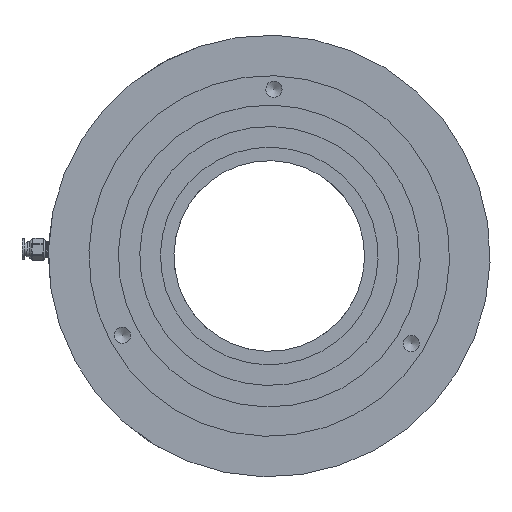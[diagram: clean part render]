
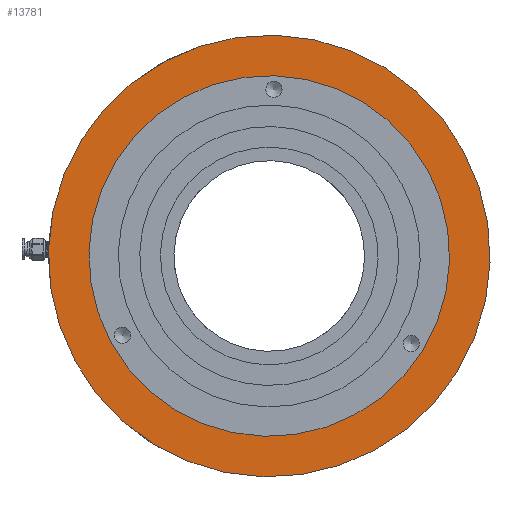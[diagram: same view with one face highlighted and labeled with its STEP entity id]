
A CAD part, front view. The second image highlights one B-rep face of the part: STEP entity #13781.
In plain terms, the highlighted planar face has unit normal (0, -1, 0).
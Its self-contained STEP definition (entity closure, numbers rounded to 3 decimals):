
#360 = DIRECTION ( 'NONE',  ( 0., 1., 0. ) ) ;
#666 = ORIENTED_EDGE ( 'NONE', *, *, #17324, .F. ) ;
#1181 = AXIS2_PLACEMENT_3D ( 'NONE', #11588, #360, #17128 ) ;
#1714 = FACE_BOUND ( 'NONE', #12376, .T. ) ;
#2901 = VERTEX_POINT ( 'NONE', #8717 ) ;
#3867 = DIRECTION ( 'NONE',  ( 0.028, 0., 1. ) ) ;
#5090 = CARTESIAN_POINT ( 'NONE',  ( -34.198, -58.836, 0. ) ) ;
#5636 = CARTESIAN_POINT ( 'NONE',  ( -30.983, -58.836, 113.454 ) ) ;
#5984 = FACE_OUTER_BOUND ( 'NONE', #13544, .T. ) ;
#6375 = AXIS2_PLACEMENT_3D ( 'NONE', #13853, #8059, #3867 ) ;
#6622 = CIRCLE ( 'NONE', #13003, 113.5 ) ;
#7910 = DIRECTION ( 'NONE',  ( 0.028, 0., 1. ) ) ;
#8059 = DIRECTION ( 'NONE',  ( 0., -1., 0. ) ) ;
#8356 = VERTEX_POINT ( 'NONE', #5636 ) ;
#8717 = CARTESIAN_POINT ( 'NONE',  ( -30.261, -58.836, 138.944 ) ) ;
#9853 = CIRCLE ( 'NONE', #6375, 139. ) ;
#10029 = EDGE_CURVE ( 'NONE', #2901, #2901, #9853, .T. ) ;
#10600 = DIRECTION ( 'NONE',  ( 0., -1., 0. ) ) ;
#11090 = ORIENTED_EDGE ( 'NONE', *, *, #10029, .T. ) ;
#11588 = CARTESIAN_POINT ( 'NONE',  ( 79.257, -58.836, -3.215 ) ) ;
#12376 = EDGE_LOOP ( 'NONE', ( #666 ) ) ;
#12962 = PLANE ( 'NONE',  #1181 ) ;
#13003 = AXIS2_PLACEMENT_3D ( 'NONE', #5090, #10600, #7910 ) ;
#13544 = EDGE_LOOP ( 'NONE', ( #11090 ) ) ;
#13781 = ADVANCED_FACE ( 'NONE', ( #1714, #5984 ), #12962, .F. ) ;
#13853 = CARTESIAN_POINT ( 'NONE',  ( -34.198, -58.836, 0. ) ) ;
#17128 = DIRECTION ( 'NONE',  ( 1., 0., 0. ) ) ;
#17324 = EDGE_CURVE ( 'NONE', #8356, #8356, #6622, .T. ) ;
